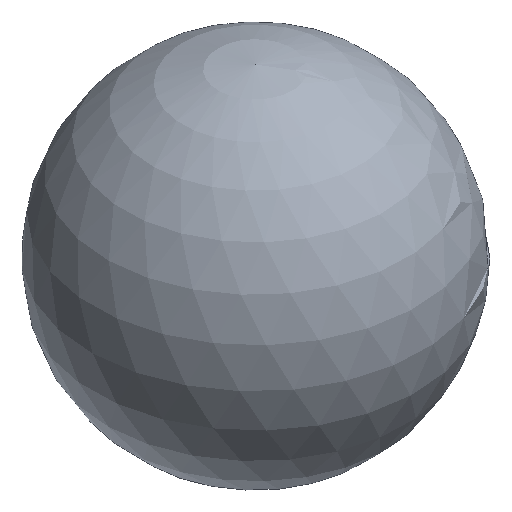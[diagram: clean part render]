
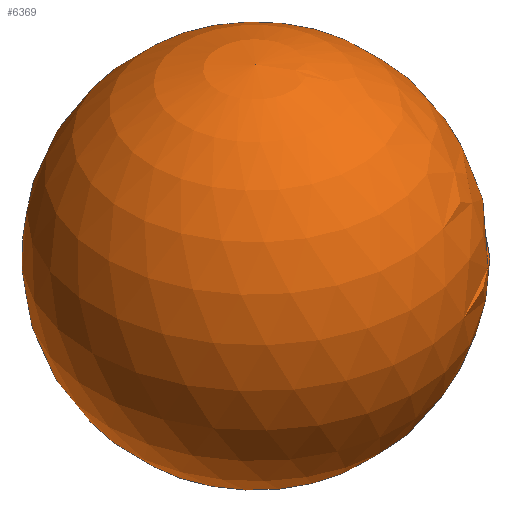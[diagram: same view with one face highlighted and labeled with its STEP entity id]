
A CAD part, isometric view. The second image highlights one B-rep face of the part: STEP entity #6369.
In plain terms, the highlighted spherical face has radius 10 mm.
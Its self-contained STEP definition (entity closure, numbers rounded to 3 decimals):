
#213 = CARTESIAN_POINT ( 'NONE',  ( 0., 9.682, -2.5 ) ) ;
#627 = SPHERICAL_SURFACE ( 'NONE', #9078, 10. ) ;
#1319 = EDGE_CURVE ( 'NONE', #8544, #8544, #2269, .T. ) ;
#2269 = CIRCLE ( 'NONE', #8343, 2.5 ) ;
#2843 = DIRECTION ( 'NONE',  ( -1., 0., 0. ) ) ;
#2844 = DIRECTION ( 'NONE',  ( 0., 1., 0. ) ) ;
#2913 = CARTESIAN_POINT ( 'NONE',  ( 0., 0., 0. ) ) ;
#3618 = DIRECTION ( 'NONE',  ( 0., 0., -1. ) ) ;
#6369 = ADVANCED_FACE ( 'NONE', ( #9656 ), #627, .T. ) ;
#6580 = EDGE_LOOP ( 'NONE', ( #8869 ) ) ;
#6743 = DIRECTION ( 'NONE',  ( 0., 0., -1. ) ) ;
#8228 = CARTESIAN_POINT ( 'NONE',  ( 0., 9.682, 0. ) ) ;
#8343 = AXIS2_PLACEMENT_3D ( 'NONE', #8228, #2844, #3618 ) ;
#8544 = VERTEX_POINT ( 'NONE', #213 ) ;
#8869 = ORIENTED_EDGE ( 'NONE', *, *, #1319, .F. ) ;
#9078 = AXIS2_PLACEMENT_3D ( 'NONE', #2913, #6743, #2843 ) ;
#9656 = FACE_OUTER_BOUND ( 'NONE', #6580, .T. ) ;
